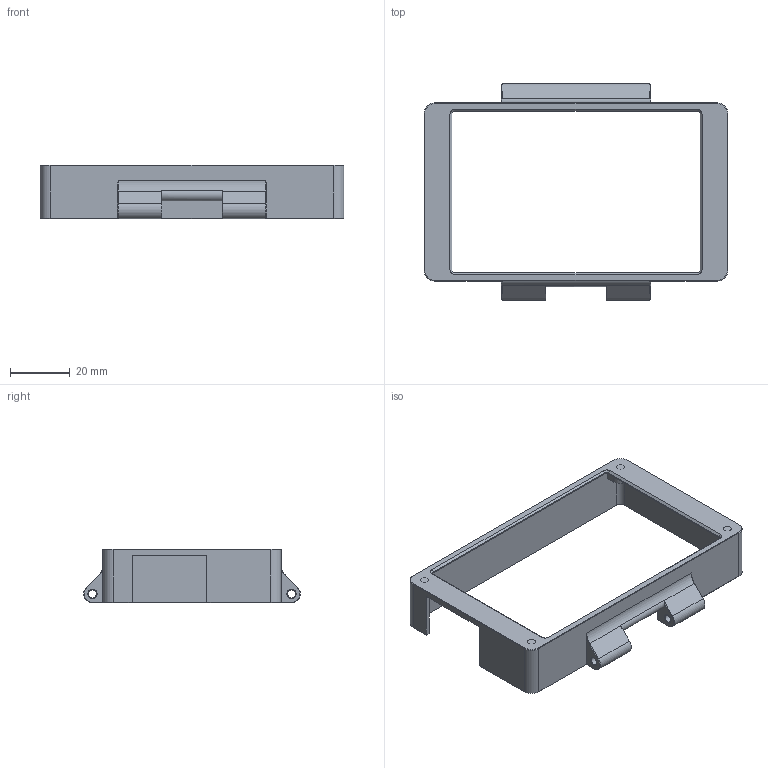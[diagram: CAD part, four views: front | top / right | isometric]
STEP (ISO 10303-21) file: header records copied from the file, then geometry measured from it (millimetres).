
FILE_DESCRIPTION (( 'STEP AP203' ), '1' );
FILE_NAME ('そ躉裔赽_FLY TFT V2.STEP', '2025-01-10T08:48:58', ( 'Leo' ), ( '' ), 'SwSTEP 2.0', 'SolidWorks 2022', '' );
FILE_SCHEMA (( 'CONFIG_CONTROL_DESIGN' ));
Length unit declared in the file: millimetre
Products named in the file (1): 屏幕盖子_FLY TFT V2
Bounding box: 101.5 x 72.49 x 18 mm (x, y, z)
Volume: 12476.4 mm3; surface area: 14777 mm2
Topology: 1 solids, 1 shells, 150 faces, 368 edges, 224 vertices
Faces by surface type: plane 76, cone 38, cylinder 36
Entity records: 4449 total; most frequent: DIRECTION 775, CARTESIAN_POINT 761, ORIENTED_EDGE 736, EDGE_CURVE 368, AXIS2_PLACEMENT_3D 262, LINE 251, VECTOR 251, VERTEX_POINT 224
